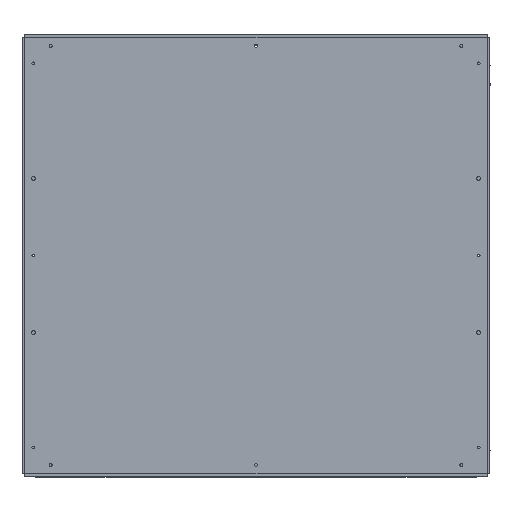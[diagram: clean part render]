
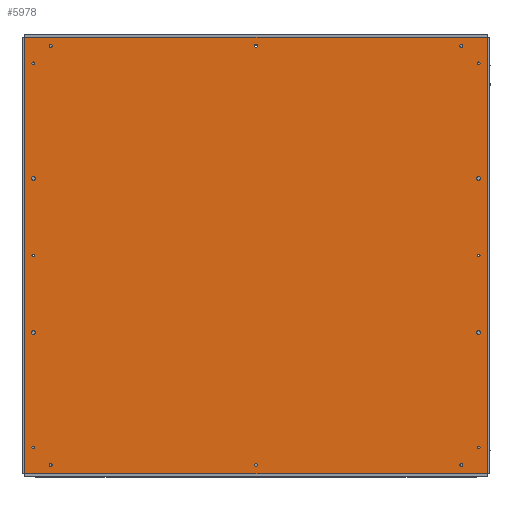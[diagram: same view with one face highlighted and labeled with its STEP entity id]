
A CAD part, top view. The second image highlights one B-rep face of the part: STEP entity #5978.
In plain terms, the highlighted planar face has unit normal (0, 0, 1).
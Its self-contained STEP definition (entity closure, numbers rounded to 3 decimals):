
#310=FACE_BOUND('',#1178,.T.);
#311=FACE_BOUND('',#1179,.T.);
#312=FACE_BOUND('',#1180,.T.);
#313=FACE_BOUND('',#1181,.T.);
#314=FACE_BOUND('',#1182,.T.);
#315=FACE_BOUND('',#1183,.T.);
#316=FACE_BOUND('',#1184,.T.);
#317=FACE_BOUND('',#1185,.T.);
#318=FACE_BOUND('',#1186,.T.);
#319=FACE_BOUND('',#1187,.T.);
#320=FACE_BOUND('',#1188,.T.);
#321=FACE_BOUND('',#1189,.T.);
#322=FACE_BOUND('',#1190,.T.);
#323=FACE_BOUND('',#1191,.T.);
#324=FACE_BOUND('',#1192,.T.);
#325=FACE_BOUND('',#1193,.T.);
#514=PLANE('',#6620);
#725=FACE_OUTER_BOUND('',#1177,.T.);
#1177=EDGE_LOOP('',(#4842,#4843,#4844,#4845));
#1178=EDGE_LOOP('',(#4846));
#1179=EDGE_LOOP('',(#4847));
#1180=EDGE_LOOP('',(#4848));
#1181=EDGE_LOOP('',(#4849));
#1182=EDGE_LOOP('',(#4850));
#1183=EDGE_LOOP('',(#4851));
#1184=EDGE_LOOP('',(#4852));
#1185=EDGE_LOOP('',(#4853));
#1186=EDGE_LOOP('',(#4854));
#1187=EDGE_LOOP('',(#4855));
#1188=EDGE_LOOP('',(#4856));
#1189=EDGE_LOOP('',(#4857));
#1190=EDGE_LOOP('',(#4858));
#1191=EDGE_LOOP('',(#4859));
#1192=EDGE_LOOP('',(#4860));
#1193=EDGE_LOOP('',(#4861));
#1684=LINE('',#9627,#2123);
#1687=LINE('',#9633,#2126);
#1690=LINE('',#9639,#2129);
#1693=LINE('',#9643,#2132);
#2123=VECTOR('',#7888,10.);
#2126=VECTOR('',#7893,10.);
#2129=VECTOR('',#7898,10.);
#2132=VECTOR('',#7903,10.);
#2509=CIRCLE('',#6569,1.65);
#2511=CIRCLE('',#6572,1.65);
#2513=CIRCLE('',#6575,1.65);
#2515=CIRCLE('',#6578,1.65);
#2517=CIRCLE('',#6581,2.15);
#2519=CIRCLE('',#6584,2.15);
#2521=CIRCLE('',#6587,2.15);
#2523=CIRCLE('',#6590,2.15);
#2525=CIRCLE('',#6593,1.65);
#2527=CIRCLE('',#6596,1.65);
#2529=CIRCLE('',#6599,1.65);
#2531=CIRCLE('',#6602,1.65);
#2533=CIRCLE('',#6605,1.65);
#2535=CIRCLE('',#6608,1.65);
#2537=CIRCLE('',#6611,1.65);
#2539=CIRCLE('',#6614,1.65);
#2943=VERTEX_POINT('',#9525);
#2945=VERTEX_POINT('',#9531);
#2947=VERTEX_POINT('',#9537);
#2949=VERTEX_POINT('',#9543);
#2951=VERTEX_POINT('',#9549);
#2953=VERTEX_POINT('',#9555);
#2955=VERTEX_POINT('',#9561);
#2957=VERTEX_POINT('',#9567);
#2959=VERTEX_POINT('',#9573);
#2961=VERTEX_POINT('',#9579);
#2963=VERTEX_POINT('',#9585);
#2965=VERTEX_POINT('',#9591);
#2967=VERTEX_POINT('',#9597);
#2969=VERTEX_POINT('',#9603);
#2971=VERTEX_POINT('',#9609);
#2973=VERTEX_POINT('',#9615);
#2977=VERTEX_POINT('',#9624);
#2978=VERTEX_POINT('',#9626);
#2980=VERTEX_POINT('',#9632);
#2982=VERTEX_POINT('',#9638);
#3596=EDGE_CURVE('',#2943,#2943,#2509,.T.);
#3599=EDGE_CURVE('',#2945,#2945,#2511,.T.);
#3602=EDGE_CURVE('',#2947,#2947,#2513,.T.);
#3605=EDGE_CURVE('',#2949,#2949,#2515,.T.);
#3608=EDGE_CURVE('',#2951,#2951,#2517,.T.);
#3611=EDGE_CURVE('',#2953,#2953,#2519,.T.);
#3614=EDGE_CURVE('',#2955,#2955,#2521,.T.);
#3617=EDGE_CURVE('',#2957,#2957,#2523,.T.);
#3620=EDGE_CURVE('',#2959,#2959,#2525,.T.);
#3623=EDGE_CURVE('',#2961,#2961,#2527,.T.);
#3626=EDGE_CURVE('',#2963,#2963,#2529,.T.);
#3629=EDGE_CURVE('',#2965,#2965,#2531,.T.);
#3632=EDGE_CURVE('',#2967,#2967,#2533,.T.);
#3635=EDGE_CURVE('',#2969,#2969,#2535,.T.);
#3638=EDGE_CURVE('',#2971,#2971,#2537,.T.);
#3641=EDGE_CURVE('',#2973,#2973,#2539,.T.);
#3646=EDGE_CURVE('',#2978,#2977,#1684,.T.);
#3649=EDGE_CURVE('',#2980,#2978,#1687,.T.);
#3652=EDGE_CURVE('',#2982,#2980,#1690,.T.);
#3655=EDGE_CURVE('',#2977,#2982,#1693,.T.);
#4842=ORIENTED_EDGE('',*,*,#3655,.T.);
#4843=ORIENTED_EDGE('',*,*,#3652,.T.);
#4844=ORIENTED_EDGE('',*,*,#3649,.T.);
#4845=ORIENTED_EDGE('',*,*,#3646,.T.);
#4846=ORIENTED_EDGE('',*,*,#3596,.T.);
#4847=ORIENTED_EDGE('',*,*,#3599,.T.);
#4848=ORIENTED_EDGE('',*,*,#3602,.T.);
#4849=ORIENTED_EDGE('',*,*,#3605,.T.);
#4850=ORIENTED_EDGE('',*,*,#3608,.T.);
#4851=ORIENTED_EDGE('',*,*,#3611,.T.);
#4852=ORIENTED_EDGE('',*,*,#3614,.T.);
#4853=ORIENTED_EDGE('',*,*,#3617,.T.);
#4854=ORIENTED_EDGE('',*,*,#3620,.T.);
#4855=ORIENTED_EDGE('',*,*,#3623,.T.);
#4856=ORIENTED_EDGE('',*,*,#3626,.T.);
#4857=ORIENTED_EDGE('',*,*,#3629,.T.);
#4858=ORIENTED_EDGE('',*,*,#3632,.T.);
#4859=ORIENTED_EDGE('',*,*,#3635,.T.);
#4860=ORIENTED_EDGE('',*,*,#3638,.T.);
#4861=ORIENTED_EDGE('',*,*,#3641,.T.);
#5978=ADVANCED_FACE('',(#725,#310,#311,#312,#313,#314,#315,#316,#317,#318,
#319,#320,#321,#322,#323,#324,#325),#514,.T.);
#6569=AXIS2_PLACEMENT_3D('',#9526,#7774,#7775);
#6572=AXIS2_PLACEMENT_3D('',#9532,#7781,#7782);
#6575=AXIS2_PLACEMENT_3D('',#9538,#7788,#7789);
#6578=AXIS2_PLACEMENT_3D('',#9544,#7795,#7796);
#6581=AXIS2_PLACEMENT_3D('',#9550,#7802,#7803);
#6584=AXIS2_PLACEMENT_3D('',#9556,#7809,#7810);
#6587=AXIS2_PLACEMENT_3D('',#9562,#7816,#7817);
#6590=AXIS2_PLACEMENT_3D('',#9568,#7823,#7824);
#6593=AXIS2_PLACEMENT_3D('',#9574,#7830,#7831);
#6596=AXIS2_PLACEMENT_3D('',#9580,#7837,#7838);
#6599=AXIS2_PLACEMENT_3D('',#9586,#7844,#7845);
#6602=AXIS2_PLACEMENT_3D('',#9592,#7851,#7852);
#6605=AXIS2_PLACEMENT_3D('',#9598,#7858,#7859);
#6608=AXIS2_PLACEMENT_3D('',#9604,#7865,#7866);
#6611=AXIS2_PLACEMENT_3D('',#9610,#7872,#7873);
#6614=AXIS2_PLACEMENT_3D('',#9616,#7879,#7880);
#6620=AXIS2_PLACEMENT_3D('',#9644,#7904,#7905);
#7774=DIRECTION('center_axis',(0.,0.,-1.));
#7775=DIRECTION('ref_axis',(-1.,0.,0.));
#7781=DIRECTION('center_axis',(0.,0.,-1.));
#7782=DIRECTION('ref_axis',(-1.,0.,0.));
#7788=DIRECTION('center_axis',(0.,0.,-1.));
#7789=DIRECTION('ref_axis',(-1.,0.,0.));
#7795=DIRECTION('center_axis',(0.,0.,-1.));
#7796=DIRECTION('ref_axis',(-1.,0.,0.));
#7802=DIRECTION('center_axis',(0.,0.,-1.));
#7803=DIRECTION('ref_axis',(-1.,0.,0.));
#7809=DIRECTION('center_axis',(0.,0.,-1.));
#7810=DIRECTION('ref_axis',(-1.,0.,0.));
#7816=DIRECTION('center_axis',(0.,0.,-1.));
#7817=DIRECTION('ref_axis',(-1.,0.,0.));
#7823=DIRECTION('center_axis',(0.,0.,-1.));
#7824=DIRECTION('ref_axis',(-1.,0.,0.));
#7830=DIRECTION('center_axis',(0.,0.,-1.));
#7831=DIRECTION('ref_axis',(-1.,0.,0.));
#7837=DIRECTION('center_axis',(0.,0.,-1.));
#7838=DIRECTION('ref_axis',(-1.,0.,0.));
#7844=DIRECTION('center_axis',(0.,0.,-1.));
#7845=DIRECTION('ref_axis',(-1.,0.,0.));
#7851=DIRECTION('center_axis',(0.,0.,-1.));
#7852=DIRECTION('ref_axis',(-1.,0.,0.));
#7858=DIRECTION('center_axis',(0.,0.,-1.));
#7859=DIRECTION('ref_axis',(-1.,0.,0.));
#7865=DIRECTION('center_axis',(0.,0.,-1.));
#7866=DIRECTION('ref_axis',(-1.,0.,0.));
#7872=DIRECTION('center_axis',(0.,0.,-1.));
#7873=DIRECTION('ref_axis',(-1.,0.,0.));
#7879=DIRECTION('center_axis',(0.,0.,-1.));
#7880=DIRECTION('ref_axis',(-1.,0.,0.));
#7888=DIRECTION('',(-1.,0.,0.));
#7893=DIRECTION('',(0.,1.,0.));
#7898=DIRECTION('',(1.,0.,0.));
#7903=DIRECTION('',(0.,-1.,0.));
#7904=DIRECTION('center_axis',(0.,0.,1.));
#7905=DIRECTION('ref_axis',(1.,0.,0.));
#9525=CARTESIAN_POINT('',(-253.35,55.,158.));
#9526=CARTESIAN_POINT('Origin',(-255.,55.,158.));
#9531=CARTESIAN_POINT('',(256.65,55.,158.));
#9532=CARTESIAN_POINT('Origin',(255.,55.,158.));
#9537=CARTESIAN_POINT('',(236.65,295.,158.));
#9538=CARTESIAN_POINT('Origin',(235.,295.,158.));
#9543=CARTESIAN_POINT('',(256.65,275.,158.));
#9544=CARTESIAN_POINT('Origin',(255.,275.,158.));
#9549=CARTESIAN_POINT('',(-252.85,-33.271,158.));
#9550=CARTESIAN_POINT('Origin',(-255.,-33.271,158.));
#9555=CARTESIAN_POINT('',(257.15,143.271,158.));
#9556=CARTESIAN_POINT('Origin',(255.,143.271,158.));
#9561=CARTESIAN_POINT('',(-252.85,143.271,158.));
#9562=CARTESIAN_POINT('Origin',(-255.,143.271,158.));
#9567=CARTESIAN_POINT('',(257.15,-33.271,158.));
#9568=CARTESIAN_POINT('Origin',(255.,-33.271,158.));
#9573=CARTESIAN_POINT('',(-253.35,275.,158.));
#9574=CARTESIAN_POINT('Origin',(-255.,275.,158.));
#9579=CARTESIAN_POINT('',(-233.35,295.,158.));
#9580=CARTESIAN_POINT('Origin',(-235.,295.,158.));
#9585=CARTESIAN_POINT('',(1.65,295.,158.));
#9586=CARTESIAN_POINT('Origin',(0.,295.,158.));
#9591=CARTESIAN_POINT('',(1.65,-185.,158.));
#9592=CARTESIAN_POINT('Origin',(0.,-185.,
158.));
#9597=CARTESIAN_POINT('',(236.65,-185.,158.));
#9598=CARTESIAN_POINT('Origin',(235.,-185.,158.));
#9603=CARTESIAN_POINT('',(-253.35,-165.,158.));
#9604=CARTESIAN_POINT('Origin',(-255.,-165.,158.));
#9609=CARTESIAN_POINT('',(256.65,-165.,158.));
#9610=CARTESIAN_POINT('Origin',(255.,-165.,158.));
#9615=CARTESIAN_POINT('',(-233.35,-185.,158.));
#9616=CARTESIAN_POINT('Origin',(-235.,-185.,158.));
#9624=CARTESIAN_POINT('',(-265.,305.,158.));
#9626=CARTESIAN_POINT('',(265.,305.,158.));
#9627=CARTESIAN_POINT('',(-265.,305.,158.));
#9632=CARTESIAN_POINT('',(265.,-195.,158.));
#9633=CARTESIAN_POINT('',(265.,-193.5,158.));
#9638=CARTESIAN_POINT('',(-265.,-195.,158.));
#9639=CARTESIAN_POINT('',(-265.,-195.,158.));
#9643=CARTESIAN_POINT('',(-265.,305.,158.));
#9644=CARTESIAN_POINT('Origin',(0.,55.,158.));
